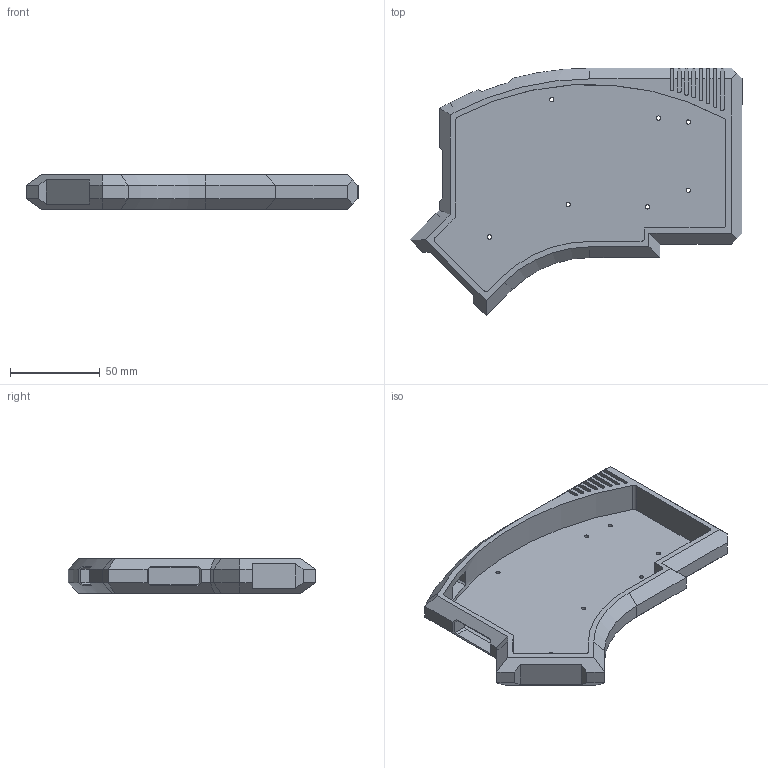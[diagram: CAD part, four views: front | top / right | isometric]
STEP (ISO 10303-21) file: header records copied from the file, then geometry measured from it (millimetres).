
FILE_DESCRIPTION(/* description */ (''),/* implementation_level */ '2;1');
FILE_NAME(/* name */ 'Kyria case.step',/* time_stamp */ '2020-06-27T13:18:27+02:00',/* author */ (''),/* organization */ (''),/* preprocessor_version */ 'ST-DEVELOPER v18.1',/* originating_system */ 'Autodesk Translation Framework v9.3.0.1241',/* authorisation */ '');
FILE_SCHEMA (('AUTOMOTIVE_DESIGN { 1 0 10303 214 3 1 1 }'));
Length unit declared in the file: millimetre
Products named in the file (1): Kyria case
Bounding box: 185.35 x 138.24 x 19.5 mm (x, y, z)
Volume: 115370.7 mm3; surface area: 52903.6 mm2
Topology: 1 solids, 1 shells, 145 faces, 407 edges, 263 vertices
Faces by surface type: plane 102, cylinder 28, cone 15
Full cylindrical faces by diameter (mm): 2.4 x7
Entity records: 4668 total; most frequent: CARTESIAN_POINT 854, ORIENTED_EDGE 814, DIRECTION 764, EDGE_CURVE 407, LINE 306, VECTOR 306, VERTEX_POINT 263, AXIS2_PLACEMENT_3D 229
